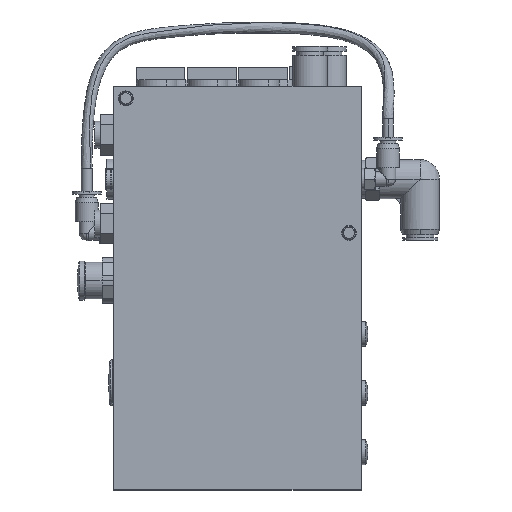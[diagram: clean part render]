
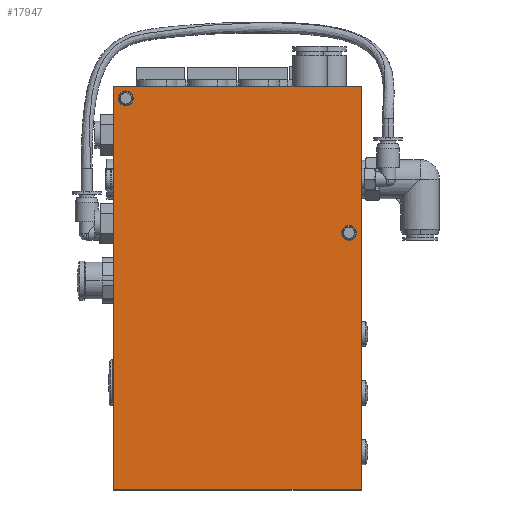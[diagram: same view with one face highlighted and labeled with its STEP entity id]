
A CAD part, top view. The second image highlights one B-rep face of the part: STEP entity #17947.
In plain terms, the highlighted planar face has unit normal (0, 0, 1).
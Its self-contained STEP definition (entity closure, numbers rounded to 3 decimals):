
#996 = EDGE_CURVE ( 'NONE', #16333, #23672, #57035, .T. ) ;
#1880 = FACE_OUTER_BOUND ( 'NONE', #14493, .T. ) ;
#2407 = CARTESIAN_POINT ( 'NONE',  ( -41.5, 70.5, 38. ) ) ;
#2441 = CARTESIAN_POINT ( 'NONE',  ( -46., 75., 38. ) ) ;
#2826 = EDGE_LOOP ( 'NONE', ( #47688, #4455 ) ) ;
#3297 = AXIS2_PLACEMENT_3D ( 'NONE', #58556, #6349, #44293 ) ;
#4455 = ORIENTED_EDGE ( 'NONE', *, *, #10260, .T. ) ;
#5046 = CARTESIAN_POINT ( 'NONE',  ( -46., -75., 38. ) ) ;
#5163 = CIRCLE ( 'NONE', #48857, 2.75 ) ;
#5521 = CARTESIAN_POINT ( 'NONE',  ( 41.5, 20.5, 38. ) ) ;
#6168 = VERTEX_POINT ( 'NONE', #6264 ) ;
#6264 = CARTESIAN_POINT ( 'NONE',  ( 44.25, 20.5, 38. ) ) ;
#6349 = DIRECTION ( 'NONE',  ( 0., 0., -1. ) ) ;
#6450 = VERTEX_POINT ( 'NONE', #57234 ) ;
#7058 = DIRECTION ( 'NONE',  ( -1., 0., 0. ) ) ;
#7254 = CARTESIAN_POINT ( 'NONE',  ( -46., -75., 38. ) ) ;
#7735 = CARTESIAN_POINT ( 'NONE',  ( -46., -75., 38. ) ) ;
#9646 = ORIENTED_EDGE ( 'NONE', *, *, #13793, .T. ) ;
#10225 = DIRECTION ( 'NONE',  ( -1., 0., 0. ) ) ;
#10251 = CARTESIAN_POINT ( 'NONE',  ( -46., 75., 38. ) ) ;
#10260 = EDGE_CURVE ( 'NONE', #6168, #6450, #56414, .T. ) ;
#11612 = AXIS2_PLACEMENT_3D ( 'NONE', #5521, #38111, #10225 ) ;
#13231 = LINE ( 'NONE', #22532, #37974 ) ;
#13793 = EDGE_CURVE ( 'NONE', #23672, #16333, #5163, .T. ) ;
#14452 = DIRECTION ( 'NONE',  ( 1., 0., 0. ) ) ;
#14493 = EDGE_LOOP ( 'NONE', ( #49782, #36293, #44163, #58845 ) ) ;
#16333 = VERTEX_POINT ( 'NONE', #18627 ) ;
#17947 = ADVANCED_FACE ( 'NONE', ( #28149, #26670, #1880 ), #51507, .T. ) ;
#18627 = CARTESIAN_POINT ( 'NONE',  ( -44.25, 70.5, 38. ) ) ;
#18752 = LINE ( 'NONE', #52963, #42032 ) ;
#18807 = CARTESIAN_POINT ( 'NONE',  ( 46., -75., 38. ) ) ;
#19521 = VECTOR ( 'NONE', #54382, 1000. ) ;
#20749 = VERTEX_POINT ( 'NONE', #10251 ) ;
#21571 = CIRCLE ( 'NONE', #11612, 2.75 ) ;
#22532 = CARTESIAN_POINT ( 'NONE',  ( 46., 75., 38. ) ) ;
#23672 = VERTEX_POINT ( 'NONE', #58611 ) ;
#24680 = CARTESIAN_POINT ( 'NONE',  ( 41.5, 20.5, 38. ) ) ;
#25168 = LINE ( 'NONE', #2441, #49321 ) ;
#26421 = VERTEX_POINT ( 'NONE', #59110 ) ;
#26670 = FACE_BOUND ( 'NONE', #2826, .T. ) ;
#27649 = VERTEX_POINT ( 'NONE', #7254 ) ;
#28149 = FACE_BOUND ( 'NONE', #36341, .T. ) ;
#29379 = DIRECTION ( 'NONE',  ( -1., 0., 0. ) ) ;
#30359 = DIRECTION ( 'NONE',  ( -1., 0., 0. ) ) ;
#31899 = LINE ( 'NONE', #7735, #19521 ) ;
#33635 = AXIS2_PLACEMENT_3D ( 'NONE', #24680, #57264, #29379 ) ;
#35017 = DIRECTION ( 'NONE',  ( 0., 0., -1. ) ) ;
#36293 = ORIENTED_EDGE ( 'NONE', *, *, #57807, .T. ) ;
#36341 = EDGE_LOOP ( 'NONE', ( #38603, #9646 ) ) ;
#37974 = VECTOR ( 'NONE', #55102, 1000. ) ;
#38111 = DIRECTION ( 'NONE',  ( 0., 0., -1. ) ) ;
#38603 = ORIENTED_EDGE ( 'NONE', *, *, #996, .T. ) ;
#39930 = EDGE_CURVE ( 'NONE', #40462, #26421, #13231, .T. ) ;
#40462 = VERTEX_POINT ( 'NONE', #18807 ) ;
#42032 = VECTOR ( 'NONE', #57626, 1000. ) ;
#42281 = DIRECTION ( 'NONE',  ( 0., 0., 1. ) ) ;
#44163 = ORIENTED_EDGE ( 'NONE', *, *, #39930, .T. ) ;
#44293 = DIRECTION ( 'NONE',  ( -1., 0., 0. ) ) ;
#45421 = AXIS2_PLACEMENT_3D ( 'NONE', #5046, #42281, #14452 ) ;
#47688 = ORIENTED_EDGE ( 'NONE', *, *, #50787, .T. ) ;
#48857 = AXIS2_PLACEMENT_3D ( 'NONE', #2407, #35017, #7058 ) ;
#49321 = VECTOR ( 'NONE', #30359, 1000. ) ;
#49782 = ORIENTED_EDGE ( 'NONE', *, *, #58252, .T. ) ;
#50787 = EDGE_CURVE ( 'NONE', #6450, #6168, #21571, .T. ) ;
#51507 = PLANE ( 'NONE',  #45421 ) ;
#52649 = EDGE_CURVE ( 'NONE', #26421, #20749, #25168, .T. ) ;
#52963 = CARTESIAN_POINT ( 'NONE',  ( -46., 75., 38. ) ) ;
#54382 = DIRECTION ( 'NONE',  ( 1., 0., 0. ) ) ;
#55102 = DIRECTION ( 'NONE',  ( 0., 1., 0. ) ) ;
#56414 = CIRCLE ( 'NONE', #33635, 2.75 ) ;
#57035 = CIRCLE ( 'NONE', #3297, 2.75 ) ;
#57234 = CARTESIAN_POINT ( 'NONE',  ( 38.75, 20.5, 38. ) ) ;
#57264 = DIRECTION ( 'NONE',  ( 0., 0., -1. ) ) ;
#57626 = DIRECTION ( 'NONE',  ( 0., -1., 0. ) ) ;
#57807 = EDGE_CURVE ( 'NONE', #27649, #40462, #31899, .T. ) ;
#58252 = EDGE_CURVE ( 'NONE', #20749, #27649, #18752, .T. ) ;
#58556 = CARTESIAN_POINT ( 'NONE',  ( -41.5, 70.5, 38. ) ) ;
#58611 = CARTESIAN_POINT ( 'NONE',  ( -38.75, 70.5, 38. ) ) ;
#58845 = ORIENTED_EDGE ( 'NONE', *, *, #52649, .T. ) ;
#59110 = CARTESIAN_POINT ( 'NONE',  ( 46., 75., 38. ) ) ;
